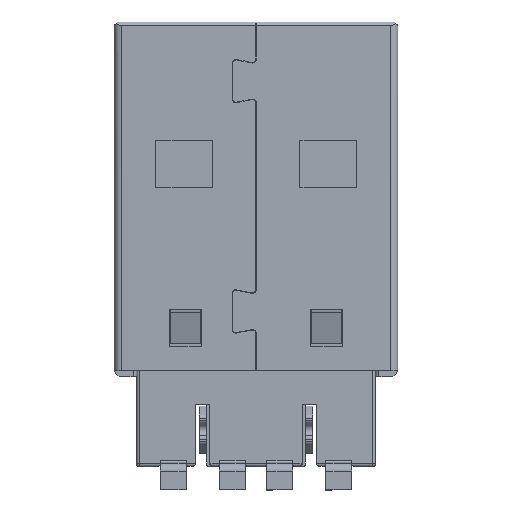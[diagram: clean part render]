
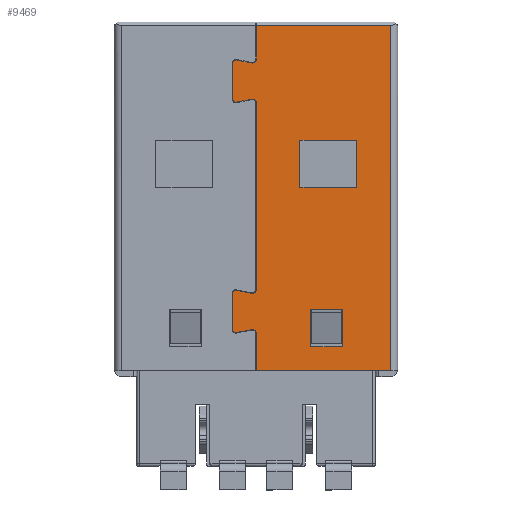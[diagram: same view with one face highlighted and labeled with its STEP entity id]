
A CAD part, top view. The second image highlights one B-rep face of the part: STEP entity #9469.
In plain terms, the highlighted planar face has unit normal (0, 0, 1).
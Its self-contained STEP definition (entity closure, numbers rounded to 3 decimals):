
#250=CIRCLE('',#10505,0.17);
#251=CIRCLE('',#10506,0.17);
#252=CIRCLE('',#10507,0.13);
#253=CIRCLE('',#10508,0.13);
#254=CIRCLE('',#10509,0.17);
#255=CIRCLE('',#10510,0.17);
#256=CIRCLE('',#10511,0.13);
#257=CIRCLE('',#10512,0.13);
#570=ORIENTED_EDGE('',*,*,#3440,.F.);
#571=ORIENTED_EDGE('',*,*,#3441,.F.);
#572=ORIENTED_EDGE('',*,*,#3442,.F.);
#573=ORIENTED_EDGE('',*,*,#3443,.F.);
#574=ORIENTED_EDGE('',*,*,#3444,.T.);
#575=ORIENTED_EDGE('',*,*,#3445,.T.);
#576=ORIENTED_EDGE('',*,*,#3446,.T.);
#577=ORIENTED_EDGE('',*,*,#3447,.F.);
#578=ORIENTED_EDGE('',*,*,#3448,.F.);
#579=ORIENTED_EDGE('',*,*,#3449,.T.);
#580=ORIENTED_EDGE('',*,*,#3450,.T.);
#581=ORIENTED_EDGE('',*,*,#3451,.T.);
#582=ORIENTED_EDGE('',*,*,#3452,.T.);
#583=ORIENTED_EDGE('',*,*,#3453,.T.);
#584=ORIENTED_EDGE('',*,*,#3454,.T.);
#585=ORIENTED_EDGE('',*,*,#3455,.T.);
#586=ORIENTED_EDGE('',*,*,#3456,.T.);
#587=ORIENTED_EDGE('',*,*,#3457,.T.);
#588=ORIENTED_EDGE('',*,*,#3458,.T.);
#589=ORIENTED_EDGE('',*,*,#3459,.T.);
#590=ORIENTED_EDGE('',*,*,#3460,.T.);
#591=ORIENTED_EDGE('',*,*,#3461,.T.);
#592=ORIENTED_EDGE('',*,*,#3462,.T.);
#593=ORIENTED_EDGE('',*,*,#3463,.T.);
#594=ORIENTED_EDGE('',*,*,#3437,.T.);
#595=ORIENTED_EDGE('',*,*,#3464,.T.);
#596=ORIENTED_EDGE('',*,*,#3465,.T.);
#597=ORIENTED_EDGE('',*,*,#3466,.T.);
#598=ORIENTED_EDGE('',*,*,#3467,.T.);
#599=ORIENTED_EDGE('',*,*,#3468,.T.);
#3437=EDGE_CURVE('',#4872,#4871,#5797,.T.);
#3440=EDGE_CURVE('',#4874,#4875,#5800,.T.);
#3441=EDGE_CURVE('',#4876,#4874,#5801,.T.);
#3442=EDGE_CURVE('',#4877,#4876,#5802,.T.);
#3443=EDGE_CURVE('',#4875,#4877,#5803,.T.);
#3444=EDGE_CURVE('',#4878,#4879,#5804,.T.);
#3445=EDGE_CURVE('',#4879,#4880,#250,.T.);
#3446=EDGE_CURVE('',#4880,#4881,#5805,.T.);
#3447=EDGE_CURVE('',#4882,#4881,#5806,.T.);
#3448=EDGE_CURVE('',#4883,#4882,#5807,.T.);
#3449=EDGE_CURVE('',#4883,#4884,#5808,.T.);
#3450=EDGE_CURVE('',#4884,#4885,#5809,.T.);
#3451=EDGE_CURVE('',#4885,#4886,#251,.T.);
#3452=EDGE_CURVE('',#4886,#4887,#5810,.T.);
#3453=EDGE_CURVE('',#4887,#4888,#252,.T.);
#3454=EDGE_CURVE('',#4888,#4889,#5811,.T.);
#3455=EDGE_CURVE('',#4889,#4890,#253,.T.);
#3456=EDGE_CURVE('',#4890,#4891,#5812,.T.);
#3457=EDGE_CURVE('',#4891,#4892,#254,.T.);
#3458=EDGE_CURVE('',#4892,#4893,#5813,.T.);
#3459=EDGE_CURVE('',#4893,#4894,#255,.T.);
#3460=EDGE_CURVE('',#4894,#4895,#5814,.T.);
#3461=EDGE_CURVE('',#4895,#4896,#256,.T.);
#3462=EDGE_CURVE('',#4896,#4897,#5815,.T.);
#3463=EDGE_CURVE('',#4897,#4878,#257,.T.);
#3464=EDGE_CURVE('',#4871,#4898,#5816,.T.);
#3465=EDGE_CURVE('',#4898,#4899,#5817,.T.);
#3466=EDGE_CURVE('',#4899,#4900,#5818,.T.);
#3467=EDGE_CURVE('',#4900,#4901,#5819,.T.);
#3468=EDGE_CURVE('',#4901,#4872,#5820,.T.);
#4871=VERTEX_POINT('',#14199);
#4872=VERTEX_POINT('',#14201);
#4874=VERTEX_POINT('',#14207);
#4875=VERTEX_POINT('',#14208);
#4876=VERTEX_POINT('',#14210);
#4877=VERTEX_POINT('',#14212);
#4878=VERTEX_POINT('',#14215);
#4879=VERTEX_POINT('',#14216);
#4880=VERTEX_POINT('',#14218);
#4881=VERTEX_POINT('',#14220);
#4882=VERTEX_POINT('',#14222);
#4883=VERTEX_POINT('',#14224);
#4884=VERTEX_POINT('',#14226);
#4885=VERTEX_POINT('',#14228);
#4886=VERTEX_POINT('',#14230);
#4887=VERTEX_POINT('',#14232);
#4888=VERTEX_POINT('',#14234);
#4889=VERTEX_POINT('',#14236);
#4890=VERTEX_POINT('',#14238);
#4891=VERTEX_POINT('',#14240);
#4892=VERTEX_POINT('',#14242);
#4893=VERTEX_POINT('',#14244);
#4894=VERTEX_POINT('',#14246);
#4895=VERTEX_POINT('',#14248);
#4896=VERTEX_POINT('',#14250);
#4897=VERTEX_POINT('',#14252);
#4898=VERTEX_POINT('',#14255);
#4899=VERTEX_POINT('',#14257);
#4900=VERTEX_POINT('',#14259);
#4901=VERTEX_POINT('',#14261);
#5797=LINE('',#14200,#6937);
#5800=LINE('',#14206,#6940);
#5801=LINE('',#14209,#6941);
#5802=LINE('',#14211,#6942);
#5803=LINE('',#14213,#6943);
#5804=LINE('',#14214,#6944);
#5805=LINE('',#14219,#6945);
#5806=LINE('',#14221,#6946);
#5807=LINE('',#14223,#6947);
#5808=LINE('',#14225,#6948);
#5809=LINE('',#14227,#6949);
#5810=LINE('',#14231,#6950);
#5811=LINE('',#14235,#6951);
#5812=LINE('',#14239,#6952);
#5813=LINE('',#14243,#6953);
#5814=LINE('',#14247,#6954);
#5815=LINE('',#14251,#6955);
#5816=LINE('',#14254,#6956);
#5817=LINE('',#14256,#6957);
#5818=LINE('',#14258,#6958);
#5819=LINE('',#14260,#6959);
#5820=LINE('',#14262,#6960);
#6937=VECTOR('',#11386,1000.);
#6940=VECTOR('',#11391,1000.);
#6941=VECTOR('',#11392,1000.);
#6942=VECTOR('',#11393,1000.);
#6943=VECTOR('',#11394,1000.);
#6944=VECTOR('',#11395,1000.);
#6945=VECTOR('',#11398,1000.);
#6946=VECTOR('',#11399,1000.);
#6947=VECTOR('',#11400,1000.);
#6948=VECTOR('',#11401,1000.);
#6949=VECTOR('',#11402,1000.);
#6950=VECTOR('',#11405,1000.);
#6951=VECTOR('',#11408,1000.);
#6952=VECTOR('',#11411,1000.);
#6953=VECTOR('',#11414,1000.);
#6954=VECTOR('',#11417,1000.);
#6955=VECTOR('',#11420,1000.);
#6956=VECTOR('',#11423,1000.);
#6957=VECTOR('',#11424,1000.);
#6958=VECTOR('',#11425,1000.);
#6959=VECTOR('',#11426,1000.);
#6960=VECTOR('',#11427,1000.);
#8025=EDGE_LOOP('',(#570,#571,#572,#573));
#8026=EDGE_LOOP('',(#574,#575,#576,#577,#578,#579,#580,#581,#582,#583,#584,
#585,#586,#587,#588,#589,#590,#591,#592,#593));
#8027=EDGE_LOOP('',(#594,#595,#596,#597,#598,#599));
#8567=FACE_BOUND('',#8025,.T.);
#8568=FACE_BOUND('',#8026,.T.);
#8569=FACE_BOUND('',#8027,.T.);
#9103=PLANE('',#10504);
#9469=ADVANCED_FACE('',(#8567,#8568,#8569),#9103,.T.);
#10504=AXIS2_PLACEMENT_3D('',#14205,#11389,#11390);
#10505=AXIS2_PLACEMENT_3D('',#14217,#11396,#11397);
#10506=AXIS2_PLACEMENT_3D('',#14229,#11403,#11404);
#10507=AXIS2_PLACEMENT_3D('',#14233,#11406,#11407);
#10508=AXIS2_PLACEMENT_3D('',#14237,#11409,#11410);
#10509=AXIS2_PLACEMENT_3D('',#14241,#11412,#11413);
#10510=AXIS2_PLACEMENT_3D('',#14245,#11415,#11416);
#10511=AXIS2_PLACEMENT_3D('',#14249,#11418,#11419);
#10512=AXIS2_PLACEMENT_3D('',#14253,#11421,#11422);
#11386=DIRECTION('',(1.,0.,0.));
#11389=DIRECTION('',(0.,0.,1.));
#11390=DIRECTION('',(1.,0.,0.));
#11391=DIRECTION('',(0.,1.,0.));
#11392=DIRECTION('',(1.,0.,0.));
#11393=DIRECTION('',(0.,-1.,0.));
#11394=DIRECTION('',(-1.,0.,0.));
#11395=DIRECTION('',(0.98,0.198,0.));
#11396=DIRECTION('',(0.,0.,-1.));
#11397=DIRECTION('',(0.,-1.,0.));
#11398=DIRECTION('',(0.,-1.,0.));
#11399=DIRECTION('',(-1.,0.,0.));
#11400=DIRECTION('',(0.,-1.,0.));
#11401=DIRECTION('',(-1.,0.,0.));
#11402=DIRECTION('',(0.,-1.,0.));
#11403=DIRECTION('',(0.,0.,-1.));
#11404=DIRECTION('',(0.,1.,0.));
#11405=DIRECTION('',(-0.98,0.198,0.));
#11406=DIRECTION('',(0.,0.,1.));
#11407=DIRECTION('',(0.,-1.,0.));
#11408=DIRECTION('',(0.,-1.,0.));
#11409=DIRECTION('',(0.,0.,1.));
#11410=DIRECTION('',(0.,1.,0.));
#11411=DIRECTION('',(0.98,0.198,0.));
#11412=DIRECTION('',(0.,0.,-1.));
#11413=DIRECTION('',(0.,-1.,0.));
#11414=DIRECTION('',(0.,-1.,0.));
#11415=DIRECTION('',(0.,0.,-1.));
#11416=DIRECTION('',(0.,1.,0.));
#11417=DIRECTION('',(-0.98,0.198,0.));
#11418=DIRECTION('',(0.,0.,1.));
#11419=DIRECTION('',(0.,-1.,0.));
#11420=DIRECTION('',(0.,-1.,0.));
#11421=DIRECTION('',(0.,0.,1.));
#11422=DIRECTION('',(0.,1.,0.));
#11423=DIRECTION('',(1.,0.,0.));
#11424=DIRECTION('',(1.,0.,0.));
#11425=DIRECTION('',(0.,-1.,0.));
#11426=DIRECTION('',(-1.,0.,0.));
#11427=DIRECTION('',(0.,1.,0.));
#14199=CARTESIAN_POINT('',(2.338,-4.775,2.25));
#14200=CARTESIAN_POINT('',(2.313,-4.775,2.25));
#14201=CARTESIAN_POINT('',(2.313,-4.775,2.25));
#14205=CARTESIAN_POINT('',(6.,7.375,2.25));
#14206=CARTESIAN_POINT('',(4.26,7.375,2.25));
#14207=CARTESIAN_POINT('',(4.26,0.375,2.25));
#14208=CARTESIAN_POINT('',(4.26,2.375,2.25));
#14209=CARTESIAN_POINT('',(6.,0.375,2.25));
#14210=CARTESIAN_POINT('',(1.86,0.375,2.25));
#14211=CARTESIAN_POINT('',(1.86,7.375,2.25));
#14212=CARTESIAN_POINT('',(1.86,2.375,2.25));
#14213=CARTESIAN_POINT('',(6.,2.375,2.25));
#14214=CARTESIAN_POINT('',(-0.824,-5.769,2.25));
#14215=CARTESIAN_POINT('',(-0.824,-5.769,2.25));
#14216=CARTESIAN_POINT('',(-0.194,-5.642,2.25));
#14217=CARTESIAN_POINT('',(-0.16,-5.808,2.25));
#14218=CARTESIAN_POINT('',(0.01,-5.808,2.25));
#14219=CARTESIAN_POINT('',(0.01,7.375,2.25));
#14220=CARTESIAN_POINT('',(0.01,-7.375,2.25));
#14221=CARTESIAN_POINT('',(6.,-7.375,2.25));
#14222=CARTESIAN_POINT('',(5.69,-7.375,2.25));
#14223=CARTESIAN_POINT('',(5.69,7.375,2.25));
#14224=CARTESIAN_POINT('',(5.69,7.225,2.25));
#14225=CARTESIAN_POINT('',(19.729,7.225,2.25));
#14226=CARTESIAN_POINT('',(0.01,7.225,2.25));
#14227=CARTESIAN_POINT('',(0.01,7.375,2.25));
#14228=CARTESIAN_POINT('',(0.01,5.808,2.25));
#14229=CARTESIAN_POINT('',(-0.16,5.808,2.25));
#14230=CARTESIAN_POINT('',(-0.194,5.642,2.25));
#14231=CARTESIAN_POINT('',(-0.194,5.642,2.25));
#14232=CARTESIAN_POINT('',(-0.824,5.769,2.25));
#14233=CARTESIAN_POINT('',(-0.85,5.642,2.25));
#14234=CARTESIAN_POINT('',(-0.98,5.642,2.25));
#14235=CARTESIAN_POINT('',(-0.98,5.642,2.25));
#14236=CARTESIAN_POINT('',(-0.98,4.108,2.25));
#14237=CARTESIAN_POINT('',(-0.85,4.108,2.25));
#14238=CARTESIAN_POINT('',(-0.824,3.981,2.25));
#14239=CARTESIAN_POINT('',(-0.824,3.981,2.25));
#14240=CARTESIAN_POINT('',(-0.194,4.108,2.25));
#14241=CARTESIAN_POINT('',(-0.16,3.942,2.25));
#14242=CARTESIAN_POINT('',(0.01,3.942,2.25));
#14243=CARTESIAN_POINT('',(0.01,7.375,2.25));
#14244=CARTESIAN_POINT('',(0.01,-3.942,2.25));
#14245=CARTESIAN_POINT('',(-0.16,-3.942,2.25));
#14246=CARTESIAN_POINT('',(-0.194,-4.108,2.25));
#14247=CARTESIAN_POINT('',(-0.194,-4.108,2.25));
#14248=CARTESIAN_POINT('',(-0.824,-3.981,2.25));
#14249=CARTESIAN_POINT('',(-0.85,-4.108,2.25));
#14250=CARTESIAN_POINT('',(-0.98,-4.108,2.25));
#14251=CARTESIAN_POINT('',(-0.98,-4.108,2.25));
#14252=CARTESIAN_POINT('',(-0.98,-5.642,2.25));
#14253=CARTESIAN_POINT('',(-0.85,-5.642,2.25));
#14254=CARTESIAN_POINT('',(2.338,-4.775,2.25));
#14255=CARTESIAN_POINT('',(3.638,-4.775,2.25));
#14256=CARTESIAN_POINT('',(2.313,-4.775,2.25));
#14257=CARTESIAN_POINT('',(3.663,-4.775,2.25));
#14258=CARTESIAN_POINT('',(3.663,-4.775,2.25));
#14259=CARTESIAN_POINT('',(3.663,-6.375,2.25));
#14260=CARTESIAN_POINT('',(3.663,-6.375,2.25));
#14261=CARTESIAN_POINT('',(2.313,-6.375,2.25));
#14262=CARTESIAN_POINT('',(2.313,-6.375,2.25));
